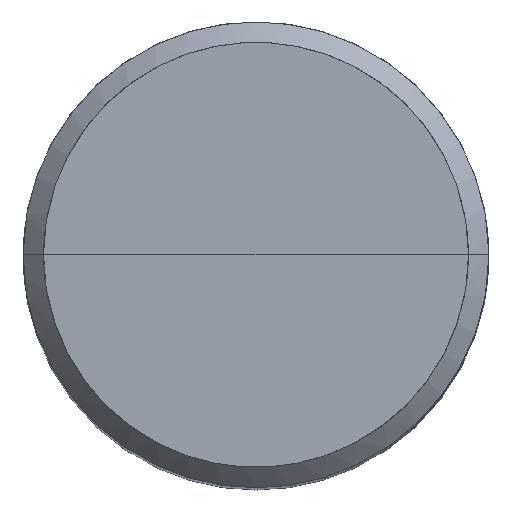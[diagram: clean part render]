
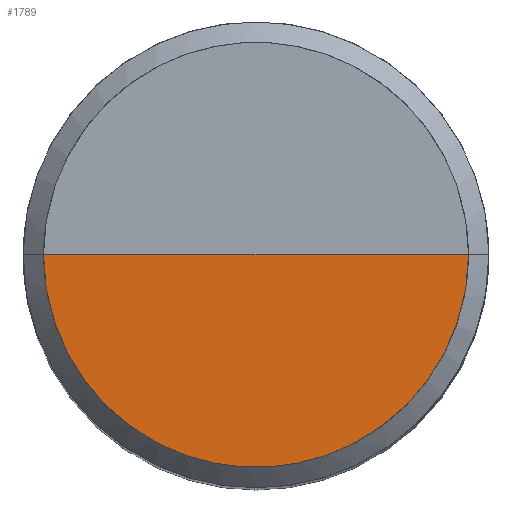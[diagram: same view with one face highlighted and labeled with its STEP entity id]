
A CAD part, top view. The second image highlights one B-rep face of the part: STEP entity #1789.
In plain terms, the highlighted free-form (B-spline) face has degree [1, 2] with [2, 5] control points.
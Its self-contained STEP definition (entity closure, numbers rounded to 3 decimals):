
#1307=CARTESIAN_POINT('',(7.3,0.0,45.0));
#1311=CARTESIAN_POINT('',(-7.3,0.0,45.0));
#1312=CARTESIAN_POINT('',(0.0,0.0,45.0));
#1328=CARTESIAN_POINT('',(-7.3,-7.3,45.0));
#1329=CARTESIAN_POINT('',(0.0,-7.3,45.0));
#1330=CARTESIAN_POINT('',(7.3,-7.3,45.0));
#1774=(
BOUNDED_SURFACE()
B_SPLINE_SURFACE(1,2,(
(#1311,#1328,#1329,#1330,#1307),
(#1312,#1312,#1312,#1312,#1312)
), .UNSPECIFIED.,.F.,.F.,.F.)
B_SPLINE_SURFACE_WITH_KNOTS((2,2),(3,2,3),(
0.0,1.0),(
0.0,0.5,1.0), .UNSPECIFIED.)
GEOMETRIC_REPRESENTATION_ITEM()
RATIONAL_B_SPLINE_SURFACE(((1.0,0.707,1.0,0.707,1.0),
(1.0,0.707,1.0,0.707,1.0)
))
REPRESENTATION_ITEM('')
SURFACE()
);
#1775=(
BOUNDED_CURVE()
B_SPLINE_CURVE(2,(#1307,#1330,#1329,#1328,#1311),.UNSPECIFIED.,.F.,.F.)
B_SPLINE_CURVE_WITH_KNOTS((3,2,3),
(0.0,0.5,1.0),.UNSPECIFIED.)
CURVE()
GEOMETRIC_REPRESENTATION_ITEM()
RATIONAL_B_SPLINE_CURVE((1.0,0.707,1.0,0.707,1.0))
REPRESENTATION_ITEM('')
);
#1776=(
BOUNDED_CURVE()
B_SPLINE_CURVE(1,(#1311,#1312),.UNSPECIFIED.,.F.,.F.)
B_SPLINE_CURVE_WITH_KNOTS((2,2),
(0.0,1.0),.UNSPECIFIED.)
CURVE()
GEOMETRIC_REPRESENTATION_ITEM()
RATIONAL_B_SPLINE_CURVE((1.0,1.0))
REPRESENTATION_ITEM('')
);
#1777=(
BOUNDED_CURVE()
B_SPLINE_CURVE(1,(#1312,#1307),.UNSPECIFIED.,.F.,.F.)
B_SPLINE_CURVE_WITH_KNOTS((2,2),
(0.0,1.0),.UNSPECIFIED.)
CURVE()
GEOMETRIC_REPRESENTATION_ITEM()
RATIONAL_B_SPLINE_CURVE((1.0,1.0))
REPRESENTATION_ITEM('')
);
#1778=VERTEX_POINT('',#1307);
#1779=VERTEX_POINT('',#1311);
#1780=VERTEX_POINT('',#1312);
#1781=EDGE_CURVE('',#1778,#1779,#1775,.T.);
#1782=EDGE_CURVE('',#1779,#1780,#1776,.T.);
#1783=EDGE_CURVE('',#1780,#1778,#1777,.T.);
#1784=ORIENTED_EDGE('',*,*,#1781,.T.);
#1785=ORIENTED_EDGE('',*,*,#1782,.T.);
#1786=ORIENTED_EDGE('',*,*,#1783,.T.);
#1787=EDGE_LOOP('',(#1784,#1785,#1786));
#1788=FACE_OUTER_BOUND('',#1787,.T.);
#1789=ADVANCED_FACE('',(#1788),#1774,.T.);
